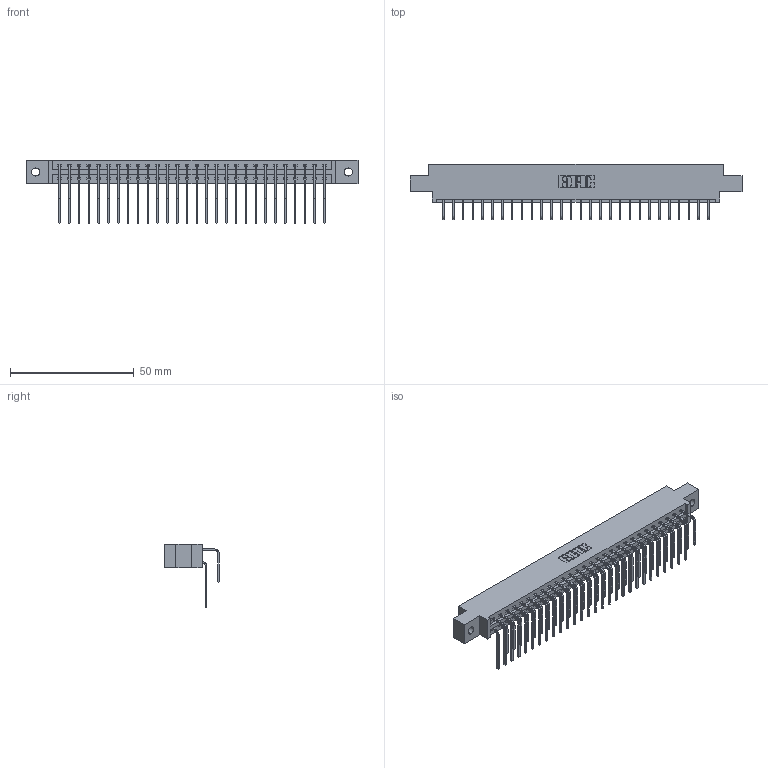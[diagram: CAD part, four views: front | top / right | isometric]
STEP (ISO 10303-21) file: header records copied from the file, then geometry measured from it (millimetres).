
FILE_DESCRIPTION (( 'STEP AP203' ), '1' );
FILE_NAME ('337-056-558-802.STEP', '2018-08-10T03:53:47', ( '' ), ( '' ), 'SwSTEP 2.0', 'SolidWorks 2016', '' );
FILE_SCHEMA (( 'CONFIG_CONTROL_DESIGN' ));
Length unit declared in the file: inch
Products named in the file (4): 337 Part_0.170 Offset - 0.128 Dia; 345-292-001_558 559 Tail - 1; 345-292-001_558 Tail - 2; 337-056-558-802
Assembly tree (57 placements, depth 2):
  337-056-558-802
    337 Part_0.170 Offset - 0.128 Dia
    345-292-001_558 559 Tail - 1  x28
    345-292-001_558 Tail - 2  x28
Bounding box: 133.96 x 22.17 x 25.53 mm (x, y, z)
Volume: 14100.2 mm3; surface area: 17261.6 mm2
Topology: 57 solids, 57 shells, 3254 faces, 9675 edges, 6374 vertices
Faces by surface type: plane 2314, cylinder 940
Entity records: 25439 total; most frequent: CARTESIAN_POINT 4345, ORIENTED_EDGE 4230, DIRECTION 3703, EDGE_CURVE 2115, VECTOR 1947, LINE 1947, VERTEX_POINT 1406, AXIS2_PLACEMENT_3D 878
